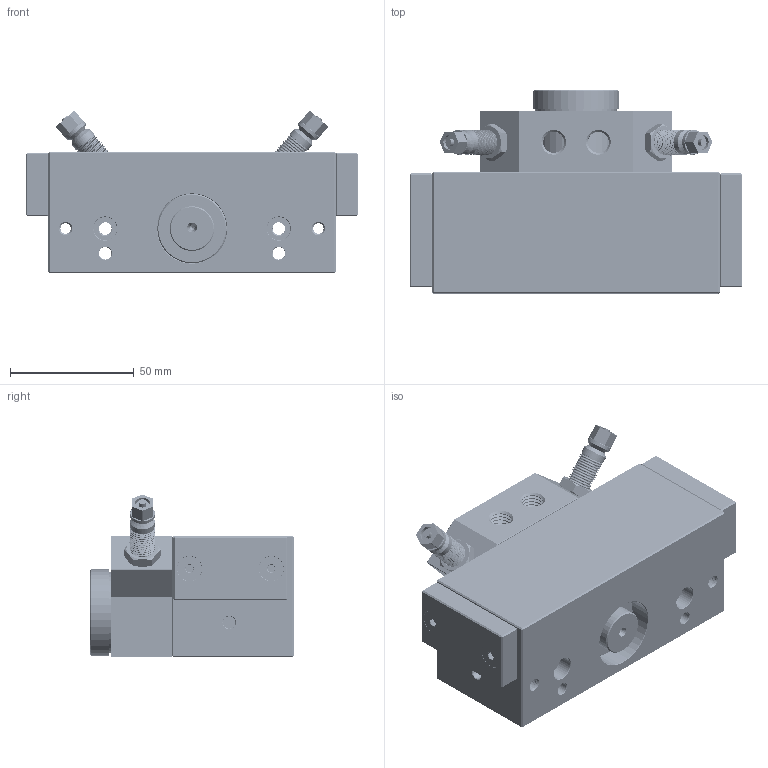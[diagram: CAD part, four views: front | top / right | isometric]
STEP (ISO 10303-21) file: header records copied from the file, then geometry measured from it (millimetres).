
FILE_DESCRIPTION(/* description */ (''),/* implementation_level */ '2;1');
FILE_NAME(/* name */ 'c787e022-e93e-4fe3-b034-03cfa0f273fe.stp',/* time_stamp */ '2020-11-20T08:45:00+00:00',/* author */ (''),/* organization */ (''),/* preprocessor_version */ 'ST-DEVELOPER v18.1',/* originating_system */ 'Autodesk Translation Framework v9.3.0.1241',/* authorisation */ '');
FILE_SCHEMA (('AUTOMOTIVE_DESIGN { 1 0 10303 214 3 1 1 }'));
Products named in the file (13): MD 20/180 V; Body_part_1; Body_part_2; Body_part_3; Pin_6; Socket_head_screw_M5; AS 10/50; AS 10/50_1; Hex_nut_M10; Screw_M10; Rod; Pin_8; Flat_head_screw_M5
Assembly tree (20 placements, depth 3):
  MD 20/180 V
    Body_part_1
    Body_part_2  x2
    Body_part_3
    Pin_6  x2
    Socket_head_screw_M5  x2
    AS 10/50
      Hex_nut_M10
      Screw_M10
    AS 10/50_1
      Hex_nut_M10
      Screw_M10
    Rod
    Pin_8
    Flat_head_screw_M5  x4
Bounding box: 134 x 82 x 65.5 mm (x, y, z)
Volume: 371337.2 mm3; surface area: 86712.8 mm2
Topology: 18 solids, 18 shells, 1833 faces, 5008 edges, 3247 vertices
Faces by surface type: cylinder 1241, plane 296, bspline 148, cone 142, sphere 6
Full cylindrical faces by diameter (mm): 1 x1, 2 x1, 3 x2, 3.961 x98, 4.234 x82, 5 x108, 5.035 x48, 5.12 x42, 6 x6, 6.147 x24, 7.5 x2, 8 x2, 8.5 x2, 8.526 x17, 8.744 x32, 8.913 x4, 9.036 x44, 9.4 x4, 9.884 x60, 10 x8, 10.147 x43, 10.161 x6, 10.198 x17, 18 x1, 28 x2, 33 x2, 35 x1
Entity records: 110726 total; most frequent: CARTESIAN_POINT 79957, ORIENTED_EDGE 7610, DIRECTION 4334, EDGE_CURVE 3805, VERTEX_POINT 2481, B_SPLINE_CURVE_WITH_KNOTS 2279, AXIS2_PLACEMENT_3D 1583, EDGE_LOOP 1460
